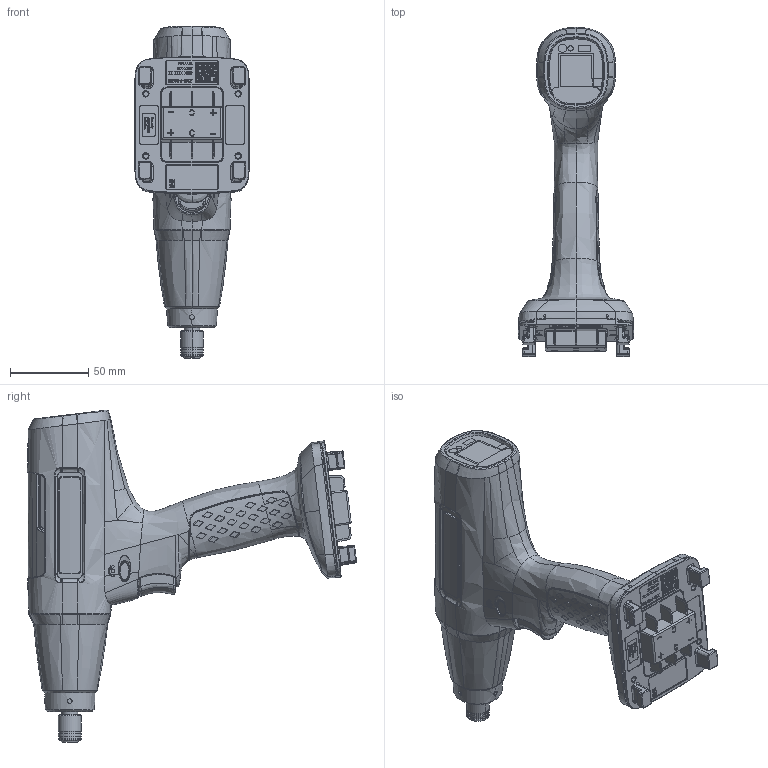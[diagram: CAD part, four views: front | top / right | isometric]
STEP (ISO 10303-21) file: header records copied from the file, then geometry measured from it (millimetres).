
FILE_DESCRIPTION((''),'2;1');
FILE_NAME('RAJAT_XB','2024-11-20T16:36:44',('a00520337'),(''),'CREO PARAMETRIC BY PTC INC, 2022414','CREO PARAMETRIC BY PTC INC, 2022414','');
FILE_SCHEMA(('CONFIG_CONTROL_DESIGN','GEOMETRIC_VALIDATION_PROPERTIES_MIM'));
Products named in the file (1): RAJAT_XB
Bounding box: 73.74 x 210.23 x 212.04 mm (x, y, z)
Volume: 619795.6 mm3; surface area: 92907.5 mm2
Topology: 2 solids, 17 shells, 5831 faces, 15117 edges, 9555 vertices
Faces by surface type: plane 2522, bspline 1421, cylinder 1094, extrusion 384, torus 213, cone 133, sphere 64
Entity records: 331875 total; most frequent: CARTESIAN_POINT 137466, ORIENTED_EDGE 30102, DIRECTION 20996, PRESENTATION_STYLE_ASSIGNMENT 17995, STYLED_ITEM 15490, CURVE_STYLE 15337, EDGE_CURVE 15051, VERTEX_POINT 9555
